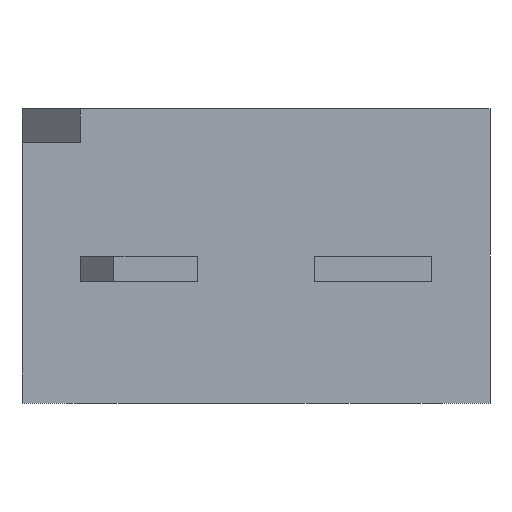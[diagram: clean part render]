
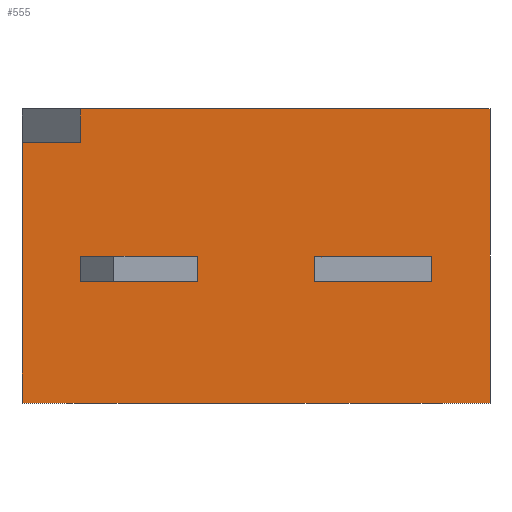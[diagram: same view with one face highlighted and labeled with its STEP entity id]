
A CAD part, front view. The second image highlights one B-rep face of the part: STEP entity #555.
In plain terms, the highlighted planar face has unit normal (0, -1, 0).
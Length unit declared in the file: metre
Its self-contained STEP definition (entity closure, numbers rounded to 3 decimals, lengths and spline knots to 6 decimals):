
#10=LINE('',#880,#79);
#11=LINE('',#883,#80);
#12=LINE('',#885,#81);
#13=LINE('',#887,#82);
#14=LINE('',#889,#83);
#15=LINE('',#891,#84);
#79=VECTOR('',#723,1.);
#80=VECTOR('',#724,1.);
#81=VECTOR('',#725,1.);
#82=VECTOR('',#726,1.);
#83=VECTOR('',#727,1.);
#84=VECTOR('',#728,1.);
#162=PLANE('',#667);
#199=ORIENTED_EDGE('',*,*,#343,.F.);
#200=ORIENTED_EDGE('',*,*,#344,.F.);
#201=ORIENTED_EDGE('',*,*,#345,.T.);
#202=ORIENTED_EDGE('',*,*,#346,.T.);
#203=ORIENTED_EDGE('',*,*,#347,.T.);
#204=ORIENTED_EDGE('',*,*,#348,.T.);
#343=EDGE_CURVE('',#416,#417,#10,.T.);
#344=EDGE_CURVE('',#418,#416,#11,.T.);
#345=EDGE_CURVE('',#418,#419,#12,.T.);
#346=EDGE_CURVE('',#419,#420,#13,.T.);
#347=EDGE_CURVE('',#420,#421,#14,.T.);
#348=EDGE_CURVE('',#421,#417,#15,.T.);
#416=VERTEX_POINT('',#881);
#417=VERTEX_POINT('',#882);
#418=VERTEX_POINT('',#884);
#419=VERTEX_POINT('',#886);
#420=VERTEX_POINT('',#888);
#421=VERTEX_POINT('',#890);
#472=EDGE_LOOP('',(#199,#200,#201,#202,#203,#204));
#513=FACE_BOUND('',#472,.T.);
#555=ADVANCED_FACE('',(#513),#162,.T.);
#667=AXIS2_PLACEMENT_3D('',#879,#721,#722);
#721=DIRECTION('',(0.,-1.,0.));
#722=DIRECTION('',(1.,0.,0.));
#723=DIRECTION('',(-1.,0.,0.));
#724=DIRECTION('',(0.,0.,-1.));
#725=DIRECTION('',(-1.,0.,0.));
#726=DIRECTION('',(0.,0.,-1.));
#727=DIRECTION('',(-1.,0.,0.));
#728=DIRECTION('',(0.,0.,-1.));
#879=CARTESIAN_POINT('',(0.0007,-0.0016,0.00088));
#880=CARTESIAN_POINT('',(0.0007,-0.0016,-0.00088));
#881=CARTESIAN_POINT('',(0.0014,-0.0016,-0.00088));
#882=CARTESIAN_POINT('',(-0.0014,-0.0016,-0.00088));
#883=CARTESIAN_POINT('',(0.0014,-0.0016,0.00088));
#884=CARTESIAN_POINT('',(0.0014,-0.0016,0.00088));
#885=CARTESIAN_POINT('',(0.0007,-0.0016,0.00088));
#886=CARTESIAN_POINT('',(-0.00105,-0.0016,0.00088));
#887=CARTESIAN_POINT('',(-0.00105,-0.0016,0.00088));
#888=CARTESIAN_POINT('',(-0.00105,-0.0016,0.00068));
#889=CARTESIAN_POINT('',(-0.001225,-0.0016,0.00068));
#890=CARTESIAN_POINT('',(-0.0014,-0.0016,0.00068));
#891=CARTESIAN_POINT('',(-0.0014,-0.0016,0.00068));
